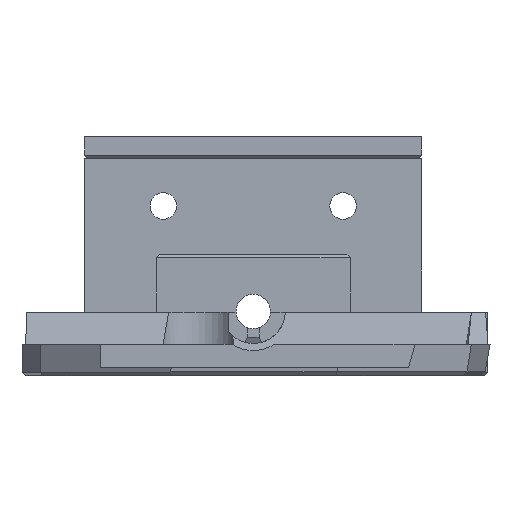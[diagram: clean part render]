
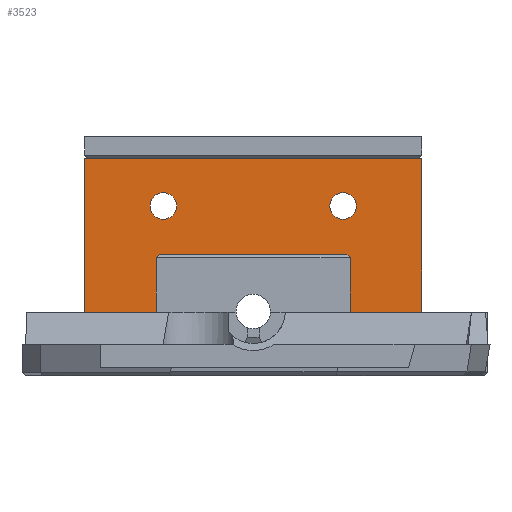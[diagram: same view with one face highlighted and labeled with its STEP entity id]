
A CAD part, front view. The second image highlights one B-rep face of the part: STEP entity #3523.
In plain terms, the highlighted planar face has unit normal (0, -1, 0).
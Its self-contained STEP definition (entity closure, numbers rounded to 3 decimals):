
#40 = CARTESIAN_POINT ( 'NONE',  ( 115.599, -139.305, 130.8 ) ) ;
#61 = DIRECTION ( 'NONE',  ( 0., 1., 0. ) ) ;
#90 = EDGE_CURVE ( 'NONE', #6168, #5824, #4215, .T. ) ;
#103 = ORIENTED_EDGE ( 'NONE', *, *, #6684, .T. ) ;
#104 = LINE ( 'NONE', #3384, #3943 ) ;
#239 = LINE ( 'NONE', #7660, #3914 ) ;
#348 = LINE ( 'NONE', #7204, #7299 ) ;
#362 = DIRECTION ( 'NONE',  ( 0., -1., 0. ) ) ;
#408 = EDGE_LOOP ( 'NONE', ( #2622, #2850, #5153, #4893, #4882, #4840, #5797, #1171, #421, #103, #4951, #3841 ) ) ;
#421 = ORIENTED_EDGE ( 'NONE', *, *, #2856, .T. ) ;
#497 = VECTOR ( 'NONE', #5324, 1000. ) ;
#562 = VERTEX_POINT ( 'NONE', #5402 ) ;
#712 = DIRECTION ( 'NONE',  ( 0.707, 0., 0.707 ) ) ;
#751 = LINE ( 'NONE', #1950, #6585 ) ;
#758 = VERTEX_POINT ( 'NONE', #800 ) ;
#800 = CARTESIAN_POINT ( 'NONE',  ( 115.199, -139.305, 146.1 ) ) ;
#826 = VECTOR ( 'NONE', #7003, 1000. ) ;
#941 = DIRECTION ( 'NONE',  ( -1., 0., 0. ) ) ;
#994 = EDGE_CURVE ( 'NONE', #758, #758, #7105, .T. ) ;
#1139 = EDGE_CURVE ( 'NONE', #2189, #2878, #5396, .T. ) ;
#1161 = DIRECTION ( 'NONE',  ( 0.707, 0., -0.707 ) ) ;
#1171 = ORIENTED_EDGE ( 'NONE', *, *, #2298, .F. ) ;
#1203 = VECTOR ( 'NONE', #8059, 1000. ) ;
#1206 = CARTESIAN_POINT ( 'NONE',  ( 137.799, -139.305, 137.8 ) ) ;
#1329 = DIRECTION ( 'NONE',  ( -1., 0., 0. ) ) ;
#1419 = CARTESIAN_POINT ( 'NONE',  ( 105.099, -139.305, 130.8 ) ) ;
#1508 = EDGE_CURVE ( 'NONE', #5015, #2189, #2023, .T. ) ;
#1562 = DIRECTION ( 'NONE',  ( -1., 0., 0. ) ) ;
#1591 = VERTEX_POINT ( 'NONE', #1679 ) ;
#1604 = EDGE_LOOP ( 'NONE', ( #3103 ) ) ;
#1648 = CIRCLE ( 'NONE', #6588, 1.7 ) ;
#1679 = CARTESIAN_POINT ( 'NONE',  ( 138.199, -139.305, 146.1 ) ) ;
#1764 = CARTESIAN_POINT ( 'NONE',  ( 115.599, -139.305, 137.8 ) ) ;
#1871 = EDGE_CURVE ( 'NONE', #5824, #2287, #2130, .T. ) ;
#1950 = CARTESIAN_POINT ( 'NONE',  ( 126.699, -139.305, 138.2 ) ) ;
#2023 = LINE ( 'NONE', #6622, #7146 ) ;
#2130 = LINE ( 'NONE', #7447, #1203 ) ;
#2189 = VERTEX_POINT ( 'NONE', #1764 ) ;
#2210 = VERTEX_POINT ( 'NONE', #5224 ) ;
#2225 = CARTESIAN_POINT ( 'NONE',  ( 0., -139.305, 150.5 ) ) ;
#2287 = VERTEX_POINT ( 'NONE', #1419 ) ;
#2298 = EDGE_CURVE ( 'NONE', #5417, #2878, #751, .T. ) ;
#2384 = DIRECTION ( 'NONE',  ( 0., 0., 1. ) ) ;
#2508 = VECTOR ( 'NONE', #7014, 1000. ) ;
#2622 = ORIENTED_EDGE ( 'NONE', *, *, #4651, .T. ) ;
#2850 = ORIENTED_EDGE ( 'NONE', *, *, #90, .T. ) ;
#2856 = EDGE_CURVE ( 'NONE', #5417, #3429, #6840, .T. ) ;
#2878 = VERTEX_POINT ( 'NONE', #3482 ) ;
#2947 = CARTESIAN_POINT ( 'NONE',  ( 137.799, -139.305, 137.799 ) ) ;
#3103 = ORIENTED_EDGE ( 'NONE', *, *, #994, .F. ) ;
#3333 = DIRECTION ( 'NONE',  ( 0.707, 0., 0.707 ) ) ;
#3355 = DIRECTION ( 'NONE',  ( 0., 0., 1. ) ) ;
#3384 = CARTESIAN_POINT ( 'NONE',  ( 146.399, -139.305, 128.9 ) ) ;
#3422 = FACE_BOUND ( 'NONE', #7412, .T. ) ;
#3429 = VERTEX_POINT ( 'NONE', #1206 ) ;
#3482 = CARTESIAN_POINT ( 'NONE',  ( 115.999, -139.305, 138.2 ) ) ;
#3523 = ADVANCED_FACE ( 'NONE', ( #3422, #4375, #6120 ), #4996, .F. ) ;
#3537 = VERTEX_POINT ( 'NONE', #4328 ) ;
#3748 = DIRECTION ( 'NONE',  ( -1., 0., 0. ) ) ;
#3841 = ORIENTED_EDGE ( 'NONE', *, *, #5836, .T. ) ;
#3914 = VECTOR ( 'NONE', #941, 1000. ) ;
#3925 = AXIS2_PLACEMENT_3D ( 'NONE', #7644, #61, #2384 ) ;
#3943 = VECTOR ( 'NONE', #3333, 1000. ) ;
#4014 = CARTESIAN_POINT ( 'NONE',  ( -11.1, -139.305, 11.1 ) ) ;
#4023 = EDGE_CURVE ( 'NONE', #1591, #1591, #1648, .T. ) ;
#4215 = LINE ( 'NONE', #2225, #7650 ) ;
#4328 = CARTESIAN_POINT ( 'NONE',  ( 148.299, -139.305, 130.8 ) ) ;
#4365 = CARTESIAN_POINT ( 'NONE',  ( 138.199, -139.305, 144.4 ) ) ;
#4375 = FACE_BOUND ( 'NONE', #1604, .T. ) ;
#4518 = CARTESIAN_POINT ( 'NONE',  ( 115.199, -139.305, 144.4 ) ) ;
#4617 = CARTESIAN_POINT ( 'NONE',  ( 105.099, -139.305, 150.5 ) ) ;
#4651 = EDGE_CURVE ( 'NONE', #562, #6168, #4907, .T. ) ;
#4675 = CARTESIAN_POINT ( 'NONE',  ( 137.399, -139.305, 138.2 ) ) ;
#4840 = ORIENTED_EDGE ( 'NONE', *, *, #1508, .T. ) ;
#4882 = ORIENTED_EDGE ( 'NONE', *, *, #8501, .F. ) ;
#4888 = LINE ( 'NONE', #8417, #826 ) ;
#4893 = ORIENTED_EDGE ( 'NONE', *, *, #8409, .T. ) ;
#4907 = LINE ( 'NONE', #6690, #497 ) ;
#4951 = ORIENTED_EDGE ( 'NONE', *, *, #8109, .F. ) ;
#4996 = PLANE ( 'NONE',  #3925 ) ;
#5015 = VERTEX_POINT ( 'NONE', #40 ) ;
#5047 = VECTOR ( 'NONE', #1161, 1000. ) ;
#5153 = ORIENTED_EDGE ( 'NONE', *, *, #1871, .T. ) ;
#5191 = LINE ( 'NONE', #7890, #5047 ) ;
#5224 = CARTESIAN_POINT ( 'NONE',  ( 137.799, -139.305, 130.8 ) ) ;
#5324 = DIRECTION ( 'NONE',  ( 0., 0., 1. ) ) ;
#5396 = LINE ( 'NONE', #4014, #6258 ) ;
#5402 = CARTESIAN_POINT ( 'NONE',  ( 148.299, -139.305, 130.8 ) ) ;
#5417 = VERTEX_POINT ( 'NONE', #4675 ) ;
#5797 = ORIENTED_EDGE ( 'NONE', *, *, #1139, .T. ) ;
#5824 = VERTEX_POINT ( 'NONE', #4617 ) ;
#5836 = EDGE_CURVE ( 'NONE', #3537, #562, #104, .T. ) ;
#6120 = FACE_OUTER_BOUND ( 'NONE', #408, .T. ) ;
#6168 = VERTEX_POINT ( 'NONE', #8051 ) ;
#6258 = VECTOR ( 'NONE', #712, 1000. ) ;
#6390 = ORIENTED_EDGE ( 'NONE', *, *, #4023, .F. ) ;
#6585 = VECTOR ( 'NONE', #1329, 1000. ) ;
#6588 = AXIS2_PLACEMENT_3D ( 'NONE', #4365, #7637, #7065 ) ;
#6622 = CARTESIAN_POINT ( 'NONE',  ( 115.599, -139.305, 138.2 ) ) ;
#6678 = AXIS2_PLACEMENT_3D ( 'NONE', #4518, #362, #7919 ) ;
#6684 = EDGE_CURVE ( 'NONE', #3429, #2210, #4888, .T. ) ;
#6690 = CARTESIAN_POINT ( 'NONE',  ( 148.299, -139.305, 130.8 ) ) ;
#6840 = LINE ( 'NONE', #2947, #2508 ) ;
#7003 = DIRECTION ( 'NONE',  ( 0., 0., -1. ) ) ;
#7014 = DIRECTION ( 'NONE',  ( 0.707, 0., -0.707 ) ) ;
#7065 = DIRECTION ( 'NONE',  ( 0., 0., 1. ) ) ;
#7105 = CIRCLE ( 'NONE', #6678, 1.7 ) ;
#7146 = VECTOR ( 'NONE', #3355, 1000. ) ;
#7204 = CARTESIAN_POINT ( 'NONE',  ( 126.699, -139.305, 130.8 ) ) ;
#7294 = CARTESIAN_POINT ( 'NONE',  ( 105.1, -139.305, 130.8 ) ) ;
#7299 = VECTOR ( 'NONE', #3748, 1000. ) ;
#7412 = EDGE_LOOP ( 'NONE', ( #6390 ) ) ;
#7447 = CARTESIAN_POINT ( 'NONE',  ( 105.099, -139.305, 145.5 ) ) ;
#7637 = DIRECTION ( 'NONE',  ( 0., -1., 0. ) ) ;
#7644 = CARTESIAN_POINT ( 'NONE',  ( 0., -139.305, 0. ) ) ;
#7650 = VECTOR ( 'NONE', #1562, 1000. ) ;
#7660 = CARTESIAN_POINT ( 'NONE',  ( 126.699, -139.305, 130.8 ) ) ;
#7799 = VERTEX_POINT ( 'NONE', #7294 ) ;
#7890 = CARTESIAN_POINT ( 'NONE',  ( 106.999, -139.305, 128.9 ) ) ;
#7919 = DIRECTION ( 'NONE',  ( 0., 0., 1. ) ) ;
#8051 = CARTESIAN_POINT ( 'NONE',  ( 148.299, -139.305, 150.5 ) ) ;
#8059 = DIRECTION ( 'NONE',  ( 0., 0., -1. ) ) ;
#8109 = EDGE_CURVE ( 'NONE', #3537, #2210, #348, .T. ) ;
#8409 = EDGE_CURVE ( 'NONE', #2287, #7799, #5191, .T. ) ;
#8417 = CARTESIAN_POINT ( 'NONE',  ( 137.799, -139.305, 138.2 ) ) ;
#8501 = EDGE_CURVE ( 'NONE', #5015, #7799, #239, .T. ) ;
